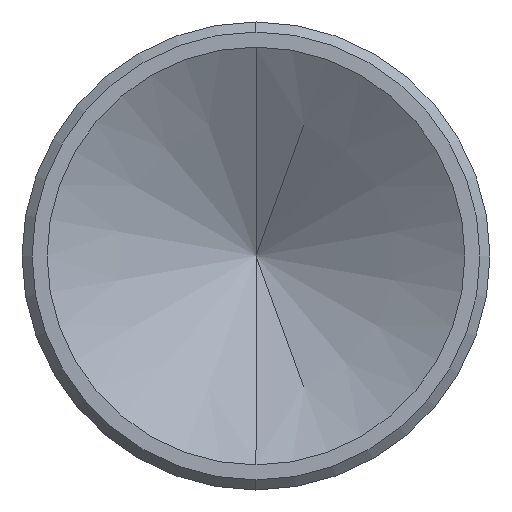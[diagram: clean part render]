
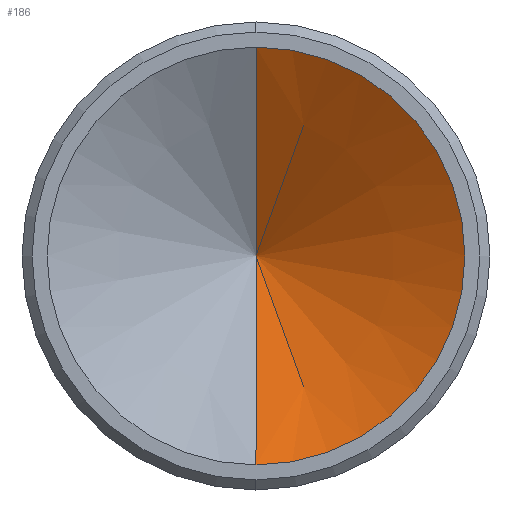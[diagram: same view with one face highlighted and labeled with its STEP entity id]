
A CAD part, left-side view. The second image highlights one B-rep face of the part: STEP entity #186.
In plain terms, the highlighted conical face has half-angle 59 degrees and reference radius 6.25 mm.
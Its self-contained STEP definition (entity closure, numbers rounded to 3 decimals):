
#9 = VECTOR ( 'NONE', #276, 1000. ) ;
#23 = CARTESIAN_POINT ( 'NONE',  ( -20., 0., 6.25 ) ) ;
#71 = AXIS2_PLACEMENT_3D ( 'NONE', #249, #399, #353 ) ;
#76 = DIRECTION ( 'NONE',  ( -0.515, 0., 0.857 ) ) ;
#87 = EDGE_CURVE ( 'NONE', #178, #420, #408, .T. ) ;
#101 = ORIENTED_EDGE ( 'NONE', *, *, #221, .T. ) ;
#129 = CARTESIAN_POINT ( 'NONE',  ( -20., 0., -6.25 ) ) ;
#130 = ORIENTED_EDGE ( 'NONE', *, *, #87, .T. ) ;
#135 = LINE ( 'NONE', #129, #9 ) ;
#165 = CARTESIAN_POINT ( 'NONE',  ( -20., 0., 6.25 ) ) ;
#178 = VERTEX_POINT ( 'NONE', #599 ) ;
#186 = ADVANCED_FACE ( 'NONE', ( #198 ), #486, .F. ) ;
#198 = FACE_OUTER_BOUND ( 'NONE', #375, .T. ) ;
#211 = AXIS2_PLACEMENT_3D ( 'NONE', #298, #548, #546 ) ;
#221 = EDGE_CURVE ( 'NONE', #587, #178, #135, .T. ) ;
#249 = CARTESIAN_POINT ( 'NONE',  ( -20., 0., 0. ) ) ;
#262 = LINE ( 'NONE', #23, #620 ) ;
#276 = DIRECTION ( 'NONE',  ( -0.515, 0., -0.857 ) ) ;
#298 = CARTESIAN_POINT ( 'NONE',  ( -20., 0., 0. ) ) ;
#305 = ORIENTED_EDGE ( 'NONE', *, *, #370, .F. ) ;
#353 = DIRECTION ( 'NONE',  ( 0., 0., 1. ) ) ;
#370 = EDGE_CURVE ( 'NONE', #587, #420, #262, .T. ) ;
#375 = EDGE_LOOP ( 'NONE', ( #305, #101, #130 ) ) ;
#399 = DIRECTION ( 'NONE',  ( -1., 0., 0. ) ) ;
#408 = CIRCLE ( 'NONE', #211, 6.25 ) ;
#420 = VERTEX_POINT ( 'NONE', #165 ) ;
#486 = CONICAL_SURFACE ( 'NONE', #71, 6.25, 1.03 ) ;
#546 = DIRECTION ( 'NONE',  ( 0., 0., 1. ) ) ;
#548 = DIRECTION ( 'NONE',  ( -1., 0., 0. ) ) ;
#587 = VERTEX_POINT ( 'NONE', #598 ) ;
#598 = CARTESIAN_POINT ( 'NONE',  ( -16.245, 0., 0. ) ) ;
#599 = CARTESIAN_POINT ( 'NONE',  ( -20., 0., -6.25 ) ) ;
#620 = VECTOR ( 'NONE', #76, 1000. ) ;
